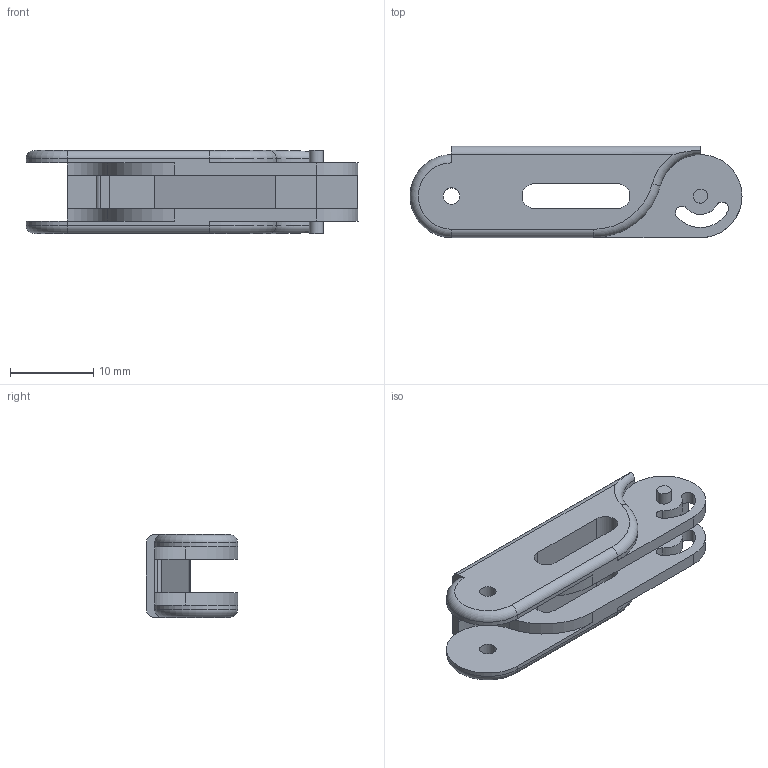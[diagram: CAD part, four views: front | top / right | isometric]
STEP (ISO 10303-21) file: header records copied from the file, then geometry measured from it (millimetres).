
FILE_DESCRIPTION(/* description */ (''),/* implementation_level */ '2;1');
FILE_NAME(/* name */ 'middlephalanx v15.stp',/* time_stamp */ '2022-06-18T22:57:37+02:00',/* author */ (''),/* organization */ (''),/* preprocessor_version */ 'ST-DEVELOPER v19',/* originating_system */ 'Autodesk Translation Framework v11.7.0.108',/* authorisation */ '');
FILE_SCHEMA (('AUTOMOTIVE_DESIGN { 1 0 10303 214 3 1 1 }'));
Length unit declared in the file: millimetre
Products named in the file (1): middle_phalanx
Bounding box: 40 x 11 x 10 mm (x, y, z)
Volume: 2013.4 mm3; surface area: 2200 mm2
Topology: 1 solids, 1 shells, 67 faces, 181 edges, 114 vertices
Faces by surface type: cylinder 33, plane 28, torus 6
Full cylindrical faces by diameter (mm): 2 x2
Entity records: 2190 total; most frequent: DIRECTION 395, CARTESIAN_POINT 377, ORIENTED_EDGE 362, EDGE_CURVE 181, AXIS2_PLACEMENT_3D 148, VERTEX_POINT 114, LINE 99, VECTOR 99
